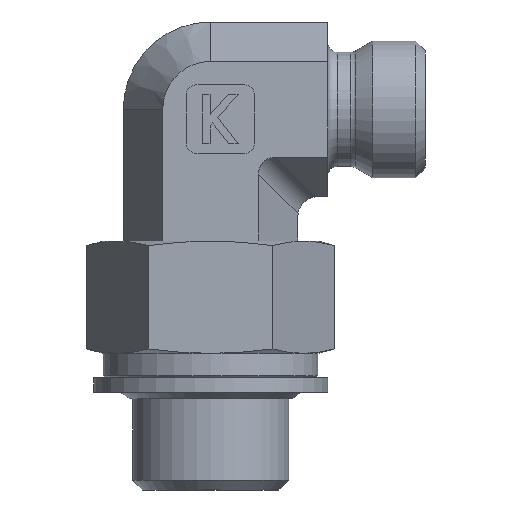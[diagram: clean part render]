
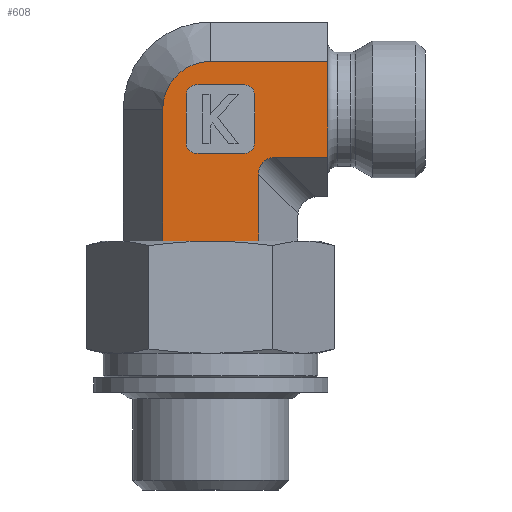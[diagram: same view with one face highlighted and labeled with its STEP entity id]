
A CAD part, left-side view. The second image highlights one B-rep face of the part: STEP entity #608.
In plain terms, the highlighted planar face has unit normal (-1, 0, 0).
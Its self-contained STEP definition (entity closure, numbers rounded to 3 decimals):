
#398=CARTESIAN_POINT('',(-8.5,-4.907,3.5));
#399=VERTEX_POINT('',#398);
#406=CARTESIAN_POINT('',(-8.5,4.907,3.5));
#407=VERTEX_POINT('',#406);
#408=CARTESIAN_POINT('',(-8.5,4.907,3.5));
#409=DIRECTION('',(0.0,-1.0,0.0));
#410=VECTOR('',#409,9.815);
#411=LINE('',#408,#410);
#412=EDGE_CURVE('',#407,#399,#411,.T.);
#456=CARTESIAN_POINT('',(-8.5,4.907,17.0));
#457=VERTEX_POINT('',#456);
#458=CARTESIAN_POINT('',(-8.5,4.907,3.5));
#459=DIRECTION('',(0.0,0.0,1.0));
#460=VECTOR('',#459,13.5);
#461=LINE('',#458,#460);
#462=EDGE_CURVE('',#407,#457,#461,.T.);
#481=CARTESIAN_POINT('',(-8.5,-4.907,0.0));
#482=DIRECTION('',(-1.0,0.0,0.0));
#483=DIRECTION('',(0.0,0.0,1.0));
#484=AXIS2_PLACEMENT_3D('',#481,#482,#483);
#485=PLANE('',#484);
#486=ORIENTED_EDGE('',*,*,#412,.T.);
#487=CARTESIAN_POINT('',(-8.5,-4.907,10.36));
#488=VERTEX_POINT('',#487);
#489=CARTESIAN_POINT('',(-8.5,-4.907,3.5));
#490=DIRECTION('',(0.0,0.0,1.0));
#491=VECTOR('',#490,6.86);
#492=LINE('',#489,#491);
#493=EDGE_CURVE('',#399,#488,#492,.T.);
#494=ORIENTED_EDGE('',*,*,#493,.T.);
#495=CARTESIAN_POINT('',(-8.5,-6.64,12.093));
#496=VERTEX_POINT('',#495);
#497=CARTESIAN_POINT('',(-8.5,-7.217,9.783));
#498=DIRECTION('',(-1.0,0.0,0.0));
#499=DIRECTION('',(0.0,0.707,0.707));
#500=AXIS2_PLACEMENT_3D('',#497,#498,#499);
#501=ELLIPSE('',#500,2.582,2.0);
#502=EDGE_CURVE('',#496,#488,#501,.T.);
#503=ORIENTED_EDGE('',*,*,#502,.F.);
#504=CARTESIAN_POINT('',(-8.5,-12.,12.093));
#505=VERTEX_POINT('',#504);
#506=CARTESIAN_POINT('',(-8.5,-6.64,12.093));
#507=DIRECTION('',(0.0,-1.0,0.0));
#508=VECTOR('',#507,5.36);
#509=LINE('',#506,#508);
#510=EDGE_CURVE('',#496,#505,#509,.T.);
#511=ORIENTED_EDGE('',*,*,#510,.T.);
#512=CARTESIAN_POINT('',(-8.5,-12.,21.907));
#513=VERTEX_POINT('',#512);
#514=CARTESIAN_POINT('',(-8.5,-12.,12.093));
#515=DIRECTION('',(0.0,0.0,1.0));
#516=VECTOR('',#515,9.815);
#517=LINE('',#514,#516);
#518=EDGE_CURVE('',#505,#513,#517,.T.);
#519=ORIENTED_EDGE('',*,*,#518,.T.);
#520=CARTESIAN_POINT('',(-8.5,0.,21.907));
#521=VERTEX_POINT('',#520);
#522=CARTESIAN_POINT('',(-8.5,0.,21.907));
#523=DIRECTION('',(0.0,-1.0,0.0));
#524=VECTOR('',#523,12.);
#525=LINE('',#522,#524);
#526=EDGE_CURVE('',#521,#513,#525,.T.);
#527=ORIENTED_EDGE('',*,*,#526,.F.);
#528=CARTESIAN_POINT('',(-8.5,0.,17.0));
#529=DIRECTION('',(-1.0,0.0,0.0));
#530=DIRECTION('',(0.0,0.0,1.0));
#531=AXIS2_PLACEMENT_3D('',#528,#529,#530);
#532=CIRCLE('',#531,4.907);
#533=EDGE_CURVE('',#521,#457,#532,.T.);
#534=ORIENTED_EDGE('',*,*,#533,.T.);
#535=ORIENTED_EDGE('',*,*,#462,.F.);
#536=EDGE_LOOP('',(#486,#494,#503,#511,#519,#527,#534,#535));
#537=FACE_OUTER_BOUND('',#536,.T.);
#538=CARTESIAN_POINT('',(-8.5,-3.5,12.5));
#539=VERTEX_POINT('',#538);
#540=CARTESIAN_POINT('',(-8.5,1.5,12.5));
#541=VERTEX_POINT('',#540);
#542=CARTESIAN_POINT('',(-8.5,-3.5,12.5));
#543=DIRECTION('',(0.0,1.0,0.0));
#544=VECTOR('',#543,5.0);
#545=LINE('',#542,#544);
#546=EDGE_CURVE('',#539,#541,#545,.T.);
#547=ORIENTED_EDGE('',*,*,#546,.T.);
#548=CARTESIAN_POINT('',(-8.5,2.5,13.5));
#549=VERTEX_POINT('',#548);
#550=CARTESIAN_POINT('',(-8.5,1.5,13.5));
#551=DIRECTION('',(-1.0,0.0,0.0));
#552=DIRECTION('',(0.0,0.707,-0.707));
#553=AXIS2_PLACEMENT_3D('',#550,#551,#552);
#554=CIRCLE('',#553,1.0);
#555=EDGE_CURVE('',#549,#541,#554,.T.);
#556=ORIENTED_EDGE('',*,*,#555,.F.);
#557=CARTESIAN_POINT('',(-8.5,2.5,18.5));
#558=VERTEX_POINT('',#557);
#559=CARTESIAN_POINT('',(-8.5,2.5,13.5));
#560=DIRECTION('',(0.0,0.0,1.0));
#561=VECTOR('',#560,5.0);
#562=LINE('',#559,#561);
#563=EDGE_CURVE('',#549,#558,#562,.T.);
#564=ORIENTED_EDGE('',*,*,#563,.T.);
#565=CARTESIAN_POINT('',(-8.5,1.5,19.5));
#566=VERTEX_POINT('',#565);
#567=CARTESIAN_POINT('',(-8.5,1.5,18.5));
#568=DIRECTION('',(-1.0,0.0,0.0));
#569=DIRECTION('',(0.0,0.707,0.707));
#570=AXIS2_PLACEMENT_3D('',#567,#568,#569);
#571=CIRCLE('',#570,1.0);
#572=EDGE_CURVE('',#566,#558,#571,.T.);
#573=ORIENTED_EDGE('',*,*,#572,.F.);
#574=CARTESIAN_POINT('',(-8.5,-3.5,19.5));
#575=VERTEX_POINT('',#574);
#576=CARTESIAN_POINT('',(-8.5,1.5,19.5));
#577=DIRECTION('',(0.0,-1.0,0.0));
#578=VECTOR('',#577,5.0);
#579=LINE('',#576,#578);
#580=EDGE_CURVE('',#566,#575,#579,.T.);
#581=ORIENTED_EDGE('',*,*,#580,.T.);
#582=CARTESIAN_POINT('',(-8.5,-4.5,18.5));
#583=VERTEX_POINT('',#582);
#584=CARTESIAN_POINT('',(-8.5,-3.5,18.5));
#585=DIRECTION('',(-1.0,0.0,0.0));
#586=DIRECTION('',(0.0,-0.707,0.707));
#587=AXIS2_PLACEMENT_3D('',#584,#585,#586);
#588=CIRCLE('',#587,1.0);
#589=EDGE_CURVE('',#583,#575,#588,.T.);
#590=ORIENTED_EDGE('',*,*,#589,.F.);
#591=CARTESIAN_POINT('',(-8.5,-4.5,13.5));
#592=VERTEX_POINT('',#591);
#593=CARTESIAN_POINT('',(-8.5,-4.5,18.5));
#594=DIRECTION('',(0.0,0.0,-1.0));
#595=VECTOR('',#594,5.);
#596=LINE('',#593,#595);
#597=EDGE_CURVE('',#583,#592,#596,.T.);
#598=ORIENTED_EDGE('',*,*,#597,.T.);
#599=CARTESIAN_POINT('',(-8.5,-3.5,13.5));
#600=DIRECTION('',(-1.0,0.0,0.0));
#601=DIRECTION('',(0.0,-0.707,-0.707));
#602=AXIS2_PLACEMENT_3D('',#599,#600,#601);
#603=CIRCLE('',#602,1.0);
#604=EDGE_CURVE('',#539,#592,#603,.T.);
#605=ORIENTED_EDGE('',*,*,#604,.F.);
#606=EDGE_LOOP('',(#547,#556,#564,#573,#581,#590,#598,#605));
#607=FACE_BOUND('',#606,.T.);
#608=ADVANCED_FACE('',(#537,#607),#485,.T.);
